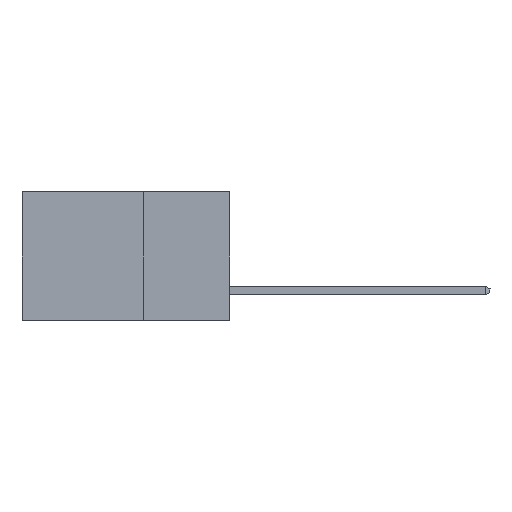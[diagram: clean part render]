
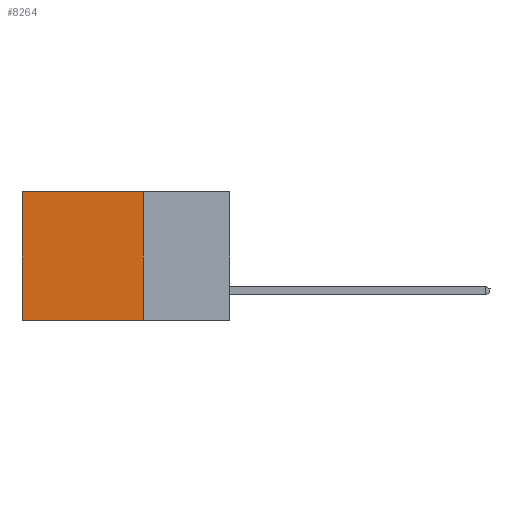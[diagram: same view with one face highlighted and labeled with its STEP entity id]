
A CAD part, left-side view. The second image highlights one B-rep face of the part: STEP entity #8264.
In plain terms, the highlighted planar face has unit normal (-1, 0, 0).
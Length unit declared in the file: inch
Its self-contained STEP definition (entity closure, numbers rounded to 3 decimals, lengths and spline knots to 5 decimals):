
#7 = LINE ( 'NONE', #6344, #1602 ) ;
#8 = VERTEX_POINT ( 'NONE', #4998 ) ;
#536 = ORIENTED_EDGE ( 'NONE', *, *, #6042, .T. ) ;
#1203 = LINE ( 'NONE', #6763, #7241 ) ;
#1239 = DIRECTION ( 'NONE',  ( 0., 1., 0. ) ) ;
#1420 = AXIS2_PLACEMENT_3D ( 'NONE', #9602, #4119, #3181 ) ;
#1466 = EDGE_CURVE ( 'NONE', #2009, #8, #3636, .T. ) ;
#1602 = VECTOR ( 'NONE', #7974, 39.37008 ) ;
#1633 = EDGE_LOOP ( 'NONE', ( #536, #6328, #5930, #2258 ) ) ;
#2009 = VERTEX_POINT ( 'NONE', #7112 ) ;
#2258 = ORIENTED_EDGE ( 'NONE', *, *, #6199, .T. ) ;
#2995 = CARTESIAN_POINT ( 'NONE',  ( 0.2615, 0.25, 0. ) ) ;
#3181 = DIRECTION ( 'NONE',  ( 0., 0., -1. ) ) ;
#3412 = VECTOR ( 'NONE', #9812, 39.37008 ) ;
#3596 = DIRECTION ( 'NONE',  ( 0., 0., -1. ) ) ;
#3636 = LINE ( 'NONE', #10007, #4944 ) ;
#3957 = FACE_OUTER_BOUND ( 'NONE', #1633, .T. ) ;
#4119 = DIRECTION ( 'NONE',  ( 1., 0., 0. ) ) ;
#4512 = EDGE_CURVE ( 'NONE', #6205, #2009, #1203, .T. ) ;
#4944 = VECTOR ( 'NONE', #1239, 39.37008 ) ;
#4998 = CARTESIAN_POINT ( 'NONE',  ( 0.2615, 0.6, -0.37 ) ) ;
#5930 = ORIENTED_EDGE ( 'NONE', *, *, #4512, .F. ) ;
#6042 = EDGE_CURVE ( 'NONE', #8193, #8, #7, .T. ) ;
#6199 = EDGE_CURVE ( 'NONE', #6205, #8193, #7394, .T. ) ;
#6205 = VERTEX_POINT ( 'NONE', #2995 ) ;
#6328 = ORIENTED_EDGE ( 'NONE', *, *, #1466, .F. ) ;
#6344 = CARTESIAN_POINT ( 'NONE',  ( 0.2615, 0.6, -0.37 ) ) ;
#6606 = CARTESIAN_POINT ( 'NONE',  ( 0.2615, 0.25, 0. ) ) ;
#6763 = CARTESIAN_POINT ( 'NONE',  ( 0.2615, 0.25, -0.37 ) ) ;
#7112 = CARTESIAN_POINT ( 'NONE',  ( 0.2615, 0.25, -0.37 ) ) ;
#7241 = VECTOR ( 'NONE', #3596, 39.37008 ) ;
#7394 = LINE ( 'NONE', #6606, #3412 ) ;
#7974 = DIRECTION ( 'NONE',  ( 0., 0., -1. ) ) ;
#7990 = CARTESIAN_POINT ( 'NONE',  ( 0.2615, 0.6, 0. ) ) ;
#8193 = VERTEX_POINT ( 'NONE', #7990 ) ;
#8264 = ADVANCED_FACE ( 'NONE', ( #3957 ), #8675, .F. ) ;
#8675 = PLANE ( 'NONE',  #1420 ) ;
#9602 = CARTESIAN_POINT ( 'NONE',  ( 0.2615, 0.25, -0.37 ) ) ;
#9812 = DIRECTION ( 'NONE',  ( 0., 1., 0. ) ) ;
#10007 = CARTESIAN_POINT ( 'NONE',  ( 0.2615, 0.25, -0.37 ) ) ;
